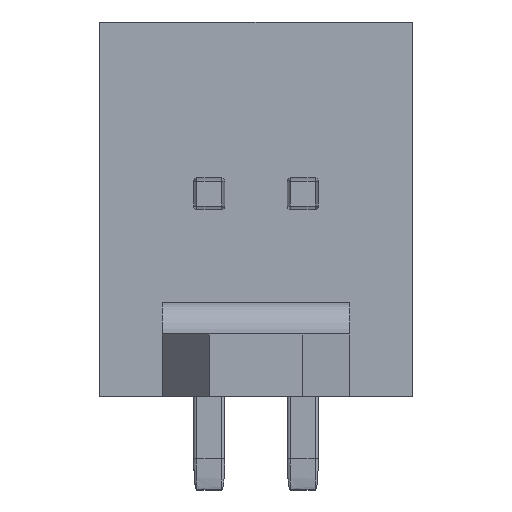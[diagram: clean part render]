
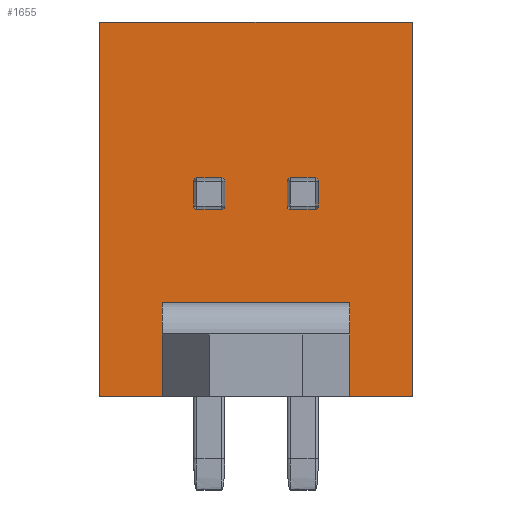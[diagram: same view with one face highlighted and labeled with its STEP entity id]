
A CAD part, left-side view. The second image highlights one B-rep face of the part: STEP entity #1655.
In plain terms, the highlighted planar face has unit normal (-1, 0, 0).
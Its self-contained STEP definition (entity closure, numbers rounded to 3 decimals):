
#58=PLANE('',#1825);
#184=LINE('',#4249,#314);
#188=LINE('',#4257,#318);
#195=LINE('',#4275,#325);
#197=LINE('',#4278,#327);
#198=LINE('',#4280,#328);
#200=LINE('',#4285,#330);
#204=LINE('',#4292,#334);
#206=LINE('',#4296,#336);
#314=VECTOR('',#2216,0.25);
#318=VECTOR('',#2220,0.25);
#325=VECTOR('',#2237,1.);
#327=VECTOR('',#2241,1.);
#328=VECTOR('',#2244,1.);
#330=VECTOR('',#2248,0.3);
#334=VECTOR('',#2254,0.3);
#336=VECTOR('',#2260,0.25);
#453=FACE_OUTER_BOUND('',#571,.T.);
#571=EDGE_LOOP('',(#1463,#1464,#1465,#1466,#1467,#1468,#1469,#1470));
#775=VERTEX_POINT('',#4246);
#776=VERTEX_POINT('',#4248);
#779=VERTEX_POINT('',#4254);
#780=VERTEX_POINT('',#4256);
#785=VERTEX_POINT('',#4272);
#786=VERTEX_POINT('',#4274);
#788=VERTEX_POINT('',#4283);
#789=VERTEX_POINT('',#4288);
#994=EDGE_CURVE('',#775,#776,#184,.T.);
#998=EDGE_CURVE('',#779,#780,#188,.T.);
#1007=EDGE_CURVE('',#786,#785,#195,.T.);
#1009=EDGE_CURVE('',#785,#780,#197,.T.);
#1010=EDGE_CURVE('',#775,#786,#198,.T.);
#1012=EDGE_CURVE('',#788,#779,#200,.T.);
#1016=EDGE_CURVE('',#776,#789,#204,.T.);
#1018=EDGE_CURVE('',#788,#789,#206,.T.);
#1463=ORIENTED_EDGE('',*,*,#1009,.T.);
#1464=ORIENTED_EDGE('',*,*,#998,.F.);
#1465=ORIENTED_EDGE('',*,*,#1012,.F.);
#1466=ORIENTED_EDGE('',*,*,#1018,.T.);
#1467=ORIENTED_EDGE('',*,*,#1016,.F.);
#1468=ORIENTED_EDGE('',*,*,#994,.F.);
#1469=ORIENTED_EDGE('',*,*,#1010,.T.);
#1470=ORIENTED_EDGE('',*,*,#1007,.T.);
#1655=ADVANCED_FACE('',(#453),#58,.F.);
#1825=AXIS2_PLACEMENT_3D('',#4295,#2258,#2259);
#2216=DIRECTION('',(0.,1.,0.));
#2220=DIRECTION('',(0.,1.,0.));
#2237=DIRECTION('',(0.,-1.,0.));
#2241=DIRECTION('',(0.,0.,-1.));
#2244=DIRECTION('',(0.,0.,1.));
#2248=DIRECTION('',(0.,0.,-1.));
#2254=DIRECTION('',(0.,0.,1.));
#2258=DIRECTION('center_axis',(1.,0.,0.));
#2259=DIRECTION('ref_axis',(0.,0.,-1.));
#2260=DIRECTION('',(0.,1.,0.));
#4246=CARTESIAN_POINT('',(-14.5,21.5,0.));
#4248=CARTESIAN_POINT('',(-14.5,22.5,0.));
#4249=CARTESIAN_POINT('',(-14.5,20.,0.));
#4254=CARTESIAN_POINT('',(-14.5,17.5,0.));
#4256=CARTESIAN_POINT('',(-14.5,18.5,0.));
#4257=CARTESIAN_POINT('',(-14.5,20.,0.));
#4272=CARTESIAN_POINT('',(-14.5,18.5,1.));
#4274=CARTESIAN_POINT('',(-14.5,21.5,1.));
#4275=CARTESIAN_POINT('',(-14.5,20.,1.));
#4278=CARTESIAN_POINT('',(-14.5,18.5,1.75));
#4280=CARTESIAN_POINT('',(-14.5,21.5,1.75));
#4283=CARTESIAN_POINT('',(-14.5,17.5,6.));
#4285=CARTESIAN_POINT('',(-14.5,17.5,3.));
#4288=CARTESIAN_POINT('',(-14.5,22.5,6.));
#4292=CARTESIAN_POINT('',(-14.5,22.5,3.));
#4295=CARTESIAN_POINT('Origin',(-14.5,20.,3.));
#4296=CARTESIAN_POINT('',(-14.5,20.,6.));
